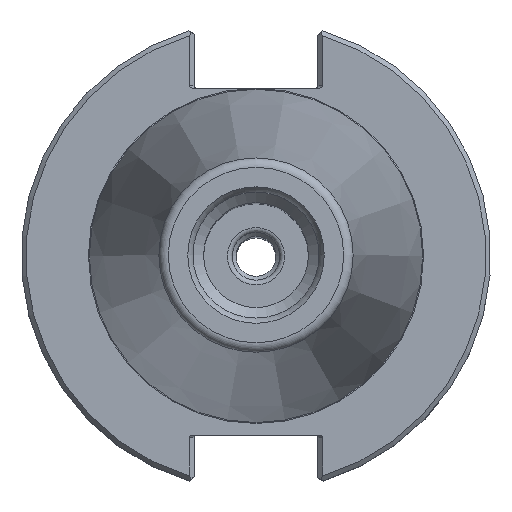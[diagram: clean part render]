
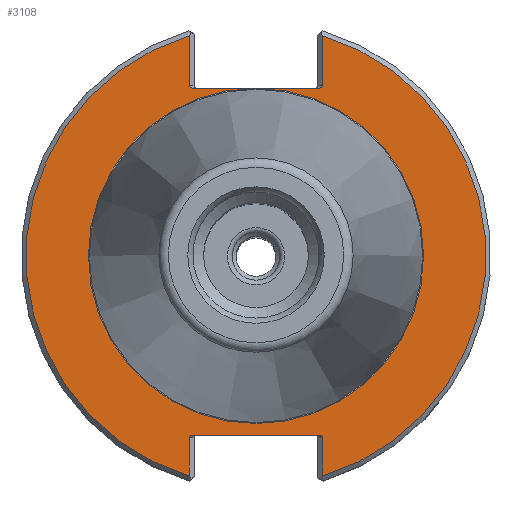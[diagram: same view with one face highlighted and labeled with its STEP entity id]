
A CAD part, top view. The second image highlights one B-rep face of the part: STEP entity #3108.
In plain terms, the highlighted planar face has unit normal (0, 0, 1).
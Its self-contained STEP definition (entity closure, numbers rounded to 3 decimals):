
#37=ELLIPSE('',#3285,0.707,0.5);
#38=ELLIPSE('',#3289,0.707,0.5);
#39=ELLIPSE('',#3290,0.707,0.5);
#40=ELLIPSE('',#3292,0.707,0.5);
#49=LINE('',#4256,#122);
#63=LINE('',#4306,#136);
#64=LINE('',#4310,#137);
#65=LINE('',#4314,#138);
#66=LINE('',#4318,#139);
#67=LINE('',#4321,#140);
#122=VECTOR('',#3591,1000.);
#136=VECTOR('',#3635,1000.);
#137=VECTOR('',#3638,1000.);
#138=VECTOR('',#3641,1000.);
#139=VECTOR('',#3644,1000.);
#140=VECTOR('',#3647,1000.);
#390=ORIENTED_EDGE('',*,*,#925,.F.);
#391=ORIENTED_EDGE('',*,*,#926,.T.);
#392=ORIENTED_EDGE('',*,*,#927,.T.);
#393=ORIENTED_EDGE('',*,*,#928,.F.);
#394=ORIENTED_EDGE('',*,*,#929,.F.);
#395=ORIENTED_EDGE('',*,*,#930,.F.);
#396=ORIENTED_EDGE('',*,*,#931,.T.);
#397=ORIENTED_EDGE('',*,*,#932,.T.);
#398=ORIENTED_EDGE('',*,*,#933,.T.);
#399=ORIENTED_EDGE('',*,*,#934,.F.);
#400=ORIENTED_EDGE('',*,*,#902,.F.);
#401=ORIENTED_EDGE('',*,*,#924,.F.);
#402=ORIENTED_EDGE('',*,*,#935,.T.);
#902=EDGE_CURVE('',#1175,#1176,#49,.T.);
#924=EDGE_CURVE('',#1193,#1175,#37,.T.);
#925=EDGE_CURVE('',#1194,#1194,#1383,.T.);
#926=EDGE_CURVE('',#1195,#1196,#1384,.T.);
#927=EDGE_CURVE('',#1196,#1197,#63,.T.);
#928=EDGE_CURVE('',#1198,#1197,#38,.T.);
#929=EDGE_CURVE('',#1199,#1198,#64,.T.);
#930=EDGE_CURVE('',#1200,#1199,#39,.T.);
#931=EDGE_CURVE('',#1200,#1201,#65,.T.);
#932=EDGE_CURVE('',#1201,#1202,#1385,.T.);
#933=EDGE_CURVE('',#1202,#1203,#66,.T.);
#934=EDGE_CURVE('',#1176,#1203,#40,.T.);
#935=EDGE_CURVE('',#1193,#1195,#67,.T.);
#1175=VERTEX_POINT('',#4255);
#1176=VERTEX_POINT('',#4257);
#1193=VERTEX_POINT('',#4298);
#1194=VERTEX_POINT('',#4302);
#1195=VERTEX_POINT('',#4304);
#1196=VERTEX_POINT('',#4305);
#1197=VERTEX_POINT('',#4307);
#1198=VERTEX_POINT('',#4309);
#1199=VERTEX_POINT('',#4311);
#1200=VERTEX_POINT('',#4313);
#1201=VERTEX_POINT('',#4315);
#1202=VERTEX_POINT('',#4317);
#1203=VERTEX_POINT('',#4319);
#1383=CIRCLE('',#3287,35.118);
#1384=CIRCLE('',#3288,48.21);
#1385=CIRCLE('',#3291,48.21);
#1524=EDGE_LOOP('',(#390));
#1525=EDGE_LOOP('',(#391,#392,#393,#394,#395,#396,#397,#398,#399,#400,#401,
#402));
#1763=FACE_BOUND('',#1524,.T.);
#1764=FACE_BOUND('',#1525,.T.);
#1989=PLANE('',#3286);
#3108=ADVANCED_FACE('',(#1763,#1764),#1989,.T.);
#3285=AXIS2_PLACEMENT_3D('',#4299,#3627,#3628);
#3286=AXIS2_PLACEMENT_3D('',#4300,#3629,#3630);
#3287=AXIS2_PLACEMENT_3D('',#4301,#3631,#3632);
#3288=AXIS2_PLACEMENT_3D('',#4303,#3633,#3634);
#3289=AXIS2_PLACEMENT_3D('',#4308,#3636,#3637);
#3290=AXIS2_PLACEMENT_3D('',#4312,#3639,#3640);
#3291=AXIS2_PLACEMENT_3D('',#4316,#3642,#3643);
#3292=AXIS2_PLACEMENT_3D('',#4320,#3645,#3646);
#3591=DIRECTION('',(1.,0.,0.));
#3627=DIRECTION('',(0.,0.,1.));
#3628=DIRECTION('',(-1.,0.,0.));
#3629=DIRECTION('',(0.,0.,1.));
#3630=DIRECTION('',(1.,0.,0.));
#3631=DIRECTION('',(0.,0.,1.));
#3632=DIRECTION('',(1.,0.,0.));
#3633=DIRECTION('',(0.,0.,1.));
#3634=DIRECTION('',(1.,0.,0.));
#3635=DIRECTION('',(0.,1.,0.));
#3636=DIRECTION('',(0.,0.,1.));
#3637=DIRECTION('',(1.,0.,0.));
#3638=DIRECTION('',(-1.,0.,0.));
#3639=DIRECTION('',(0.,0.,1.));
#3640=DIRECTION('',(1.,0.,0.));
#3641=DIRECTION('',(0.,-1.,0.));
#3642=DIRECTION('',(0.,0.,1.));
#3643=DIRECTION('',(1.,0.,0.));
#3644=DIRECTION('',(0.,-1.,0.));
#3645=DIRECTION('',(0.,0.,1.));
#3646=DIRECTION('',(-1.,0.,0.));
#3647=DIRECTION('',(0.,1.,0.));
#4255=CARTESIAN_POINT('',(-13.248,35.16,-3.17));
#4256=CARTESIAN_POINT('',(-12.955,35.16,-3.17));
#4257=CARTESIAN_POINT('',(13.248,35.16,-3.17));
#4298=CARTESIAN_POINT('',(-13.955,35.66,-3.17));
#4299=CARTESIAN_POINT('',(-13.248,35.66,-3.17));
#4300=CARTESIAN_POINT('',(35.118,0.,-3.17));
#4301=CARTESIAN_POINT('',(0.,0.,-3.17));
#4302=CARTESIAN_POINT('',(35.118,0.,-3.17));
#4303=CARTESIAN_POINT('',(0.,0.,-3.17));
#4304=CARTESIAN_POINT('',(-13.955,46.146,-3.17));
#4305=CARTESIAN_POINT('',(-13.955,-46.146,-3.17));
#4306=CARTESIAN_POINT('',(-13.955,-37.57,-3.17));
#4307=CARTESIAN_POINT('',(-13.955,-38.07,-3.17));
#4308=CARTESIAN_POINT('',(-13.248,-38.07,-3.17));
#4309=CARTESIAN_POINT('',(-13.248,-37.57,-3.17));
#4310=CARTESIAN_POINT('',(12.955,-37.57,-3.17));
#4311=CARTESIAN_POINT('',(13.248,-37.57,-3.17));
#4312=CARTESIAN_POINT('',(13.248,-38.07,-3.17));
#4313=CARTESIAN_POINT('',(13.955,-38.07,-3.17));
#4314=CARTESIAN_POINT('',(13.955,-47.619,-3.17));
#4315=CARTESIAN_POINT('',(13.955,-46.146,-3.17));
#4316=CARTESIAN_POINT('',(0.,0.,-3.17));
#4317=CARTESIAN_POINT('',(13.955,46.146,-3.17));
#4318=CARTESIAN_POINT('',(13.955,35.16,-3.17));
#4319=CARTESIAN_POINT('',(13.955,35.66,-3.17));
#4320=CARTESIAN_POINT('',(13.248,35.66,-3.17));
#4321=CARTESIAN_POINT('',(-13.955,47.619,-3.17));
